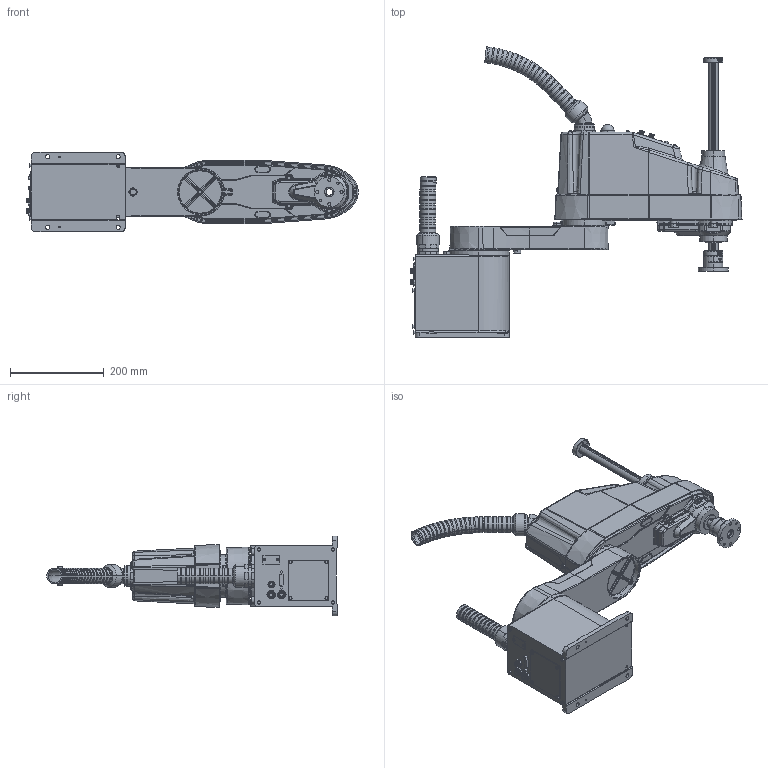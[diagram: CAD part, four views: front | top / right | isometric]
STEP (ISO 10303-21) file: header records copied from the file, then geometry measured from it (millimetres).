
FILE_DESCRIPTION (( 'STEP AP203' ), '1' );
FILE_NAME ('GBT-S6A-500溘淩耀倰.STEP', '2023-07-03T06:29:52', ( '' ), ( '' ), 'SwSTEP 2.0', 'SolidWorks 2020', '' );
FILE_SCHEMA (( 'CONFIG_CONTROL_DESIGN' ));
Length unit declared in the file: millimetre
Products named in the file (5): RTM-S6A-100.00-C.00; GBT-S6A-500溘淩耀倰; RTM-S6A-200.00-C-225.00; RTM-S6A-400.00; RTM-S6A-300.00-C.00
Assembly tree (4 placements, depth 2):
  GBT-S6A-500溘淩耀倰
    RTM-S6A-100.00-C.00
    RTM-S6A-200.00-C-225.00
    RTM-S6A-300.00-C.00
    RTM-S6A-400.00
Bounding box: 707.32 x 618.42 x 170 mm (x, y, z)
Volume: 13027181.6 mm3; surface area: 835765.8 mm2
Topology: 10 solids, 10 shells, 2456 faces, 5936 edges, 3636 vertices
Faces by surface type: plane 755, cylinder 708, bspline 361, cone 310, torus 285, sphere 37
Entity records: 87122 total; most frequent: CARTESIAN_POINT 31754, ORIENTED_EDGE 11772, DIRECTION 11347, EDGE_CURVE 5886, AXIS2_PLACEMENT_3D 4635, VERTEX_POINT 3634, EDGE_LOOP 2694, CIRCLE 2533
